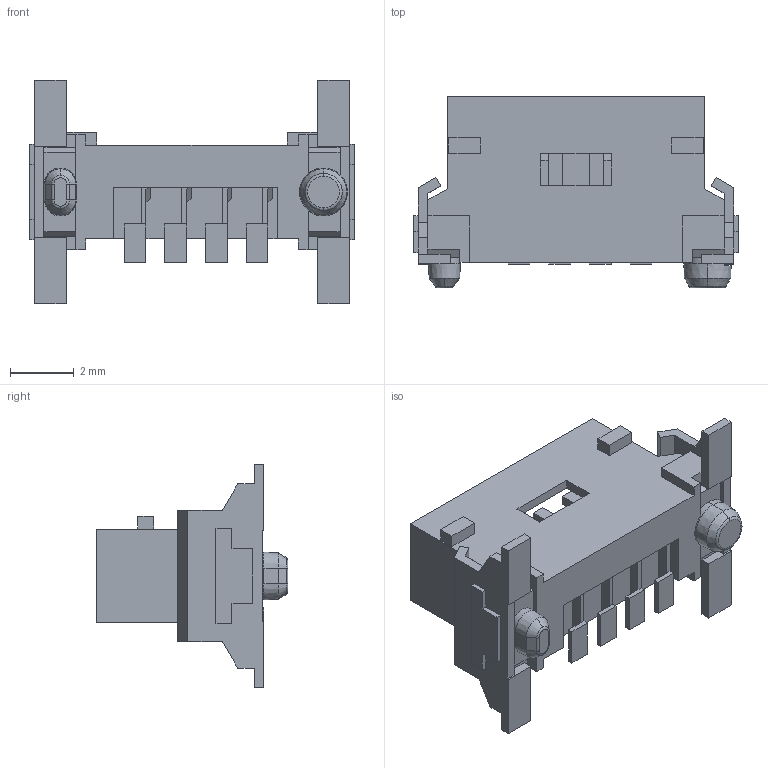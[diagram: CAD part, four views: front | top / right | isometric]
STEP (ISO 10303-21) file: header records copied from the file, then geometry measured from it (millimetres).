
FILE_DESCRIPTION (( 'STEP AP214' ), '1' );
FILE_NAME ('284697.STEP', '2014-03-10T12:58:33', ( 'ERNI Electronics GmbH' ), ( 'ERNI Electronics GmbH' ), 'SwSTEP 2.0', 'SolidWorks 2013', '' );
FILE_SCHEMA (( 'AUTOMOTIVE_DESIGN' ));
Length unit declared in the file: millimetre
Products named in the file (1): 284697
Bounding box: 10.16 x 6 x 7 mm (x, y, z)
Volume: 94.2 mm3; surface area: 338.5 mm2
Topology: 1 solids, 1 shells, 273 faces, 728 edges, 471 vertices
Faces by surface type: plane 250, cone 10, cylinder 8, torus 5
Entity records: 11348 total; most frequent: CARTESIAN_POINT 1485, ORIENTED_EDGE 1456, DIRECTION 1315, EDGE_CURVE 728, LINE 685, VECTOR 685, VERTEX_POINT 471, AXIS2_PLACEMENT_3D 315
